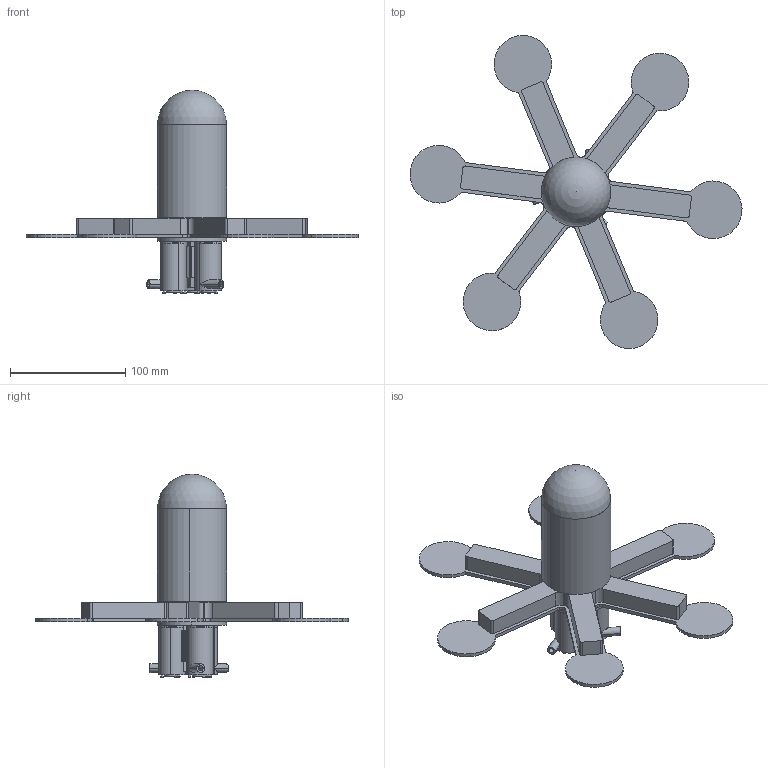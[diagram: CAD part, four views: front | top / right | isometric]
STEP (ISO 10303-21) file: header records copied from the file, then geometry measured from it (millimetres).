
FILE_DESCRIPTION (( 'STEP AP214' ), '1' );
FILE_NAME ('Soft Robotic JellyFish.STEP', '2020-08-24T11:49:15', ( '' ), ( '' ), 'SwSTEP 2.0', 'SolidWorks 2020', '' );
FILE_SCHEMA (( 'AUTOMOTIVE_DESIGN' ));
Length unit declared in the file: millimetre
Products named in the file (7): ELECRONICS 2; new ele; UpperTentacles; ELECRONICS 1; Soft Robotic JellyFish; Base Plate; mini_pump
Assembly tree (8 placements, depth 2):
  Soft Robotic JellyFish
    new ele
    mini_pump  x3
    ELECRONICS 1
    ELECRONICS 2
    UpperTentacles
    Base Plate
Bounding box: 287.96 x 271.5 x 176.5 mm (x, y, z)
Volume: 306878.6 mm3; surface area: 177733.1 mm2
Topology: 11 solids, 11 shells, 429 faces, 1124 edges, 748 vertices
Faces by surface type: cylinder 242, plane 149, torus 36, sphere 2
Entity records: 10841 total; most frequent: CARTESIAN_POINT 2080, DIRECTION 1930, ORIENTED_EDGE 1720, EDGE_CURVE 860, AXIS2_PLACEMENT_3D 750, VERTEX_POINT 574, VECTOR 430, LINE 430
